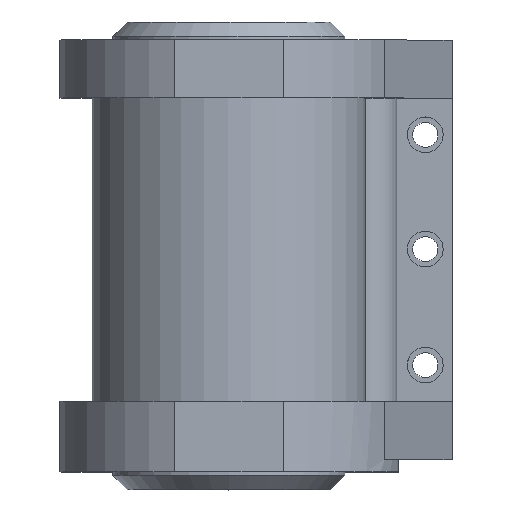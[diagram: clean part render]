
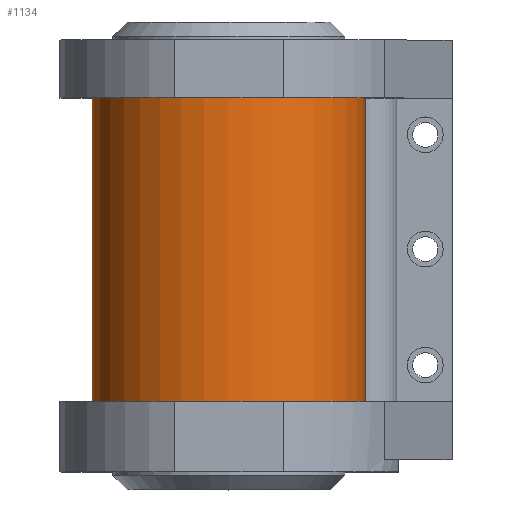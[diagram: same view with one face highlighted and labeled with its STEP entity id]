
A CAD part, top view. The second image highlights one B-rep face of the part: STEP entity #1134.
In plain terms, the highlighted cylindrical face has radius 76.5 mm (diameter 153 mm), a partial arc.
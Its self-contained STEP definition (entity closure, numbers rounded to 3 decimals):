
#124=FACE_OUTER_BOUND('',#189,.T.);
#189=EDGE_LOOP('',(#809,#810,#811,#812));
#305=LINE('',#1760,#383);
#306=LINE('',#1763,#384);
#383=VECTOR('',#1386,170.);
#384=VECTOR('',#1389,170.);
#457=CIRCLE('',#1211,76.5);
#459=CIRCLE('',#1217,76.5);
#535=VERTEX_POINT('',#1746);
#536=VERTEX_POINT('',#1748);
#540=VERTEX_POINT('',#1759);
#541=VERTEX_POINT('',#1761);
#650=EDGE_CURVE('',#535,#536,#457,.T.);
#655=EDGE_CURVE('',#535,#540,#305,.T.);
#656=EDGE_CURVE('',#541,#540,#459,.T.);
#657=EDGE_CURVE('',#536,#541,#306,.T.);
#809=ORIENTED_EDGE('',*,*,#655,.T.);
#810=ORIENTED_EDGE('',*,*,#656,.F.);
#811=ORIENTED_EDGE('',*,*,#657,.F.);
#812=ORIENTED_EDGE('',*,*,#650,.F.);
#1098=CYLINDRICAL_SURFACE('',#1216,76.5);
#1134=ADVANCED_FACE('',(#124),#1098,.T.);
#1211=AXIS2_PLACEMENT_3D('',#1749,#1373,#1374);
#1216=AXIS2_PLACEMENT_3D('',#1758,#1384,#1385);
#1217=AXIS2_PLACEMENT_3D('',#1762,#1387,#1388);
#1373=DIRECTION('center_axis',(0.,-1.,0.));
#1374=DIRECTION('ref_axis',(-1.,0.,0.));
#1384=DIRECTION('center_axis',(0.,-1.,0.));
#1385=DIRECTION('ref_axis',(-1.,0.,0.));
#1386=DIRECTION('',(0.,1.,0.));
#1387=DIRECTION('center_axis',(0.,1.,0.));
#1388=DIRECTION('ref_axis',(-1.,0.,0.));
#1389=DIRECTION('',(0.,1.,0.));
#1746=CARTESIAN_POINT('',(72.274,32.5,64.925));
#1748=CARTESIAN_POINT('',(0.,32.5,13.5));
#1749=CARTESIAN_POINT('Origin',(0.,32.5,90.));
#1758=CARTESIAN_POINT('Origin',(0.,202.5,90.));
#1759=CARTESIAN_POINT('',(72.274,202.5,64.925));
#1760=CARTESIAN_POINT('',(72.274,202.5,64.925));
#1761=CARTESIAN_POINT('',(0.,202.5,13.5));
#1762=CARTESIAN_POINT('Origin',(0.,202.5,90.));
#1763=CARTESIAN_POINT('',(0.,202.5,13.5));
